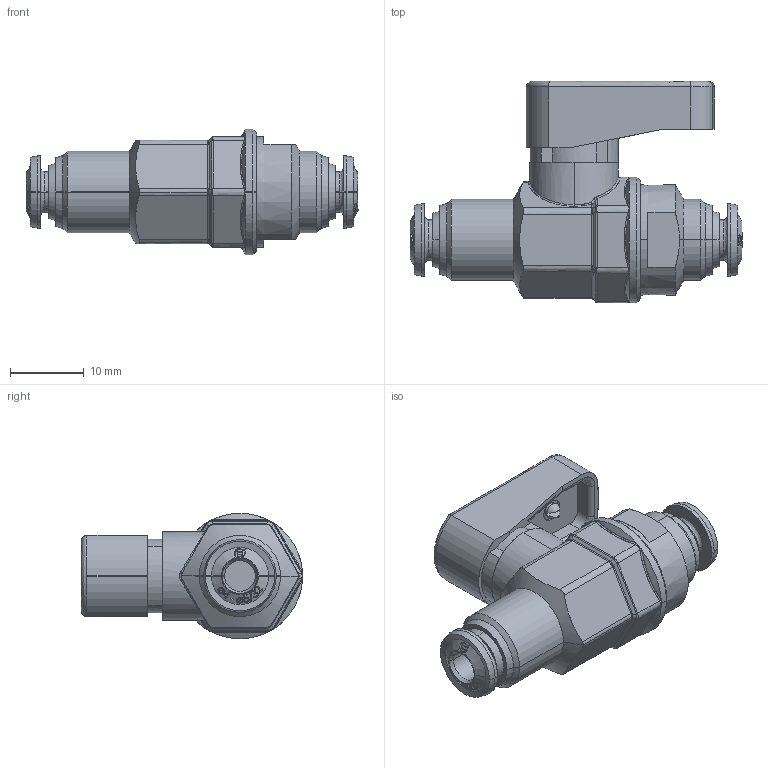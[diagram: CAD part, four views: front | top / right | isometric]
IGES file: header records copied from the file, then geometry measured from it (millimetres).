
Start section: SolidWorks IGES file using analytic representation for surfaces
Global section: file name: 0656000001.IGS; native system: SolidWorks 2008; preprocessor: SolidWorks 2008; author: cad02; date: 080618.102405; units: millimetre
Bounding box: 45 x 30.01 x 17 mm (x, y, z)
Surface area: 4221.2 mm2 (no closed solid volume)
Topology: 0 solids, 0 shells, 882 faces, 8477 edges, 8477 vertices
Faces by surface type: bspline 667, revolution 215
